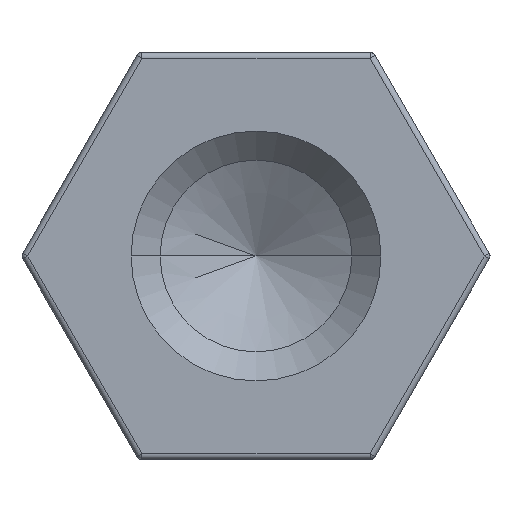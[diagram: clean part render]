
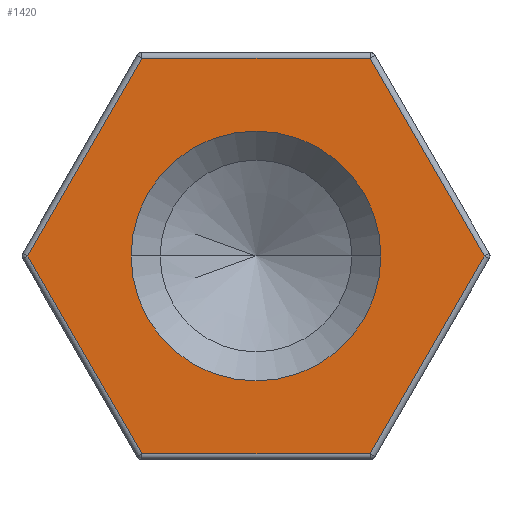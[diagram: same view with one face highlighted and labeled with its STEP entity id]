
A CAD part, left-side view. The second image highlights one B-rep face of the part: STEP entity #1420.
In plain terms, the highlighted planar face has unit normal (-1, 0, 0).
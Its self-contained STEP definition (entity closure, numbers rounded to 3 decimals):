
#34 = DIRECTION ( 'NONE',  ( 0., 1., 0. ) ) ;
#38 = DIRECTION ( 'NONE',  ( 1., 0., 0. ) ) ;
#43 = CARTESIAN_POINT ( 'NONE',  ( 0., 0., 0. ) ) ;
#46 = FACE_OUTER_BOUND ( 'NONE', #1034, .T. ) ;
#58 = AXIS2_PLACEMENT_3D ( 'NONE', #43, #38, #34 ) ;
#75 = DIRECTION ( 'NONE',  ( 0., 0.5, 0.866 ) ) ;
#103 = CARTESIAN_POINT ( 'NONE',  ( 0., -2.944, 1.7 ) ) ;
#107 = DIRECTION ( 'NONE',  ( 0., 1., 0. ) ) ;
#129 = CARTESIAN_POINT ( 'NONE',  ( 0., 0., 3.4 ) ) ;
#133 = DIRECTION ( 'NONE',  ( 0., 0.5, -0.866 ) ) ;
#143 = CARTESIAN_POINT ( 'NONE',  ( 0., 2.944, 1.7 ) ) ;
#169 = DIRECTION ( 'NONE',  ( 0., 1., 0. ) ) ;
#173 = DIRECTION ( 'NONE',  ( 1., 0., 0. ) ) ;
#185 = CARTESIAN_POINT ( 'NONE',  ( 0., 0., 0. ) ) ;
#200 = AXIS2_PLACEMENT_3D ( 'NONE', #185, #173, #169 ) ;
#239 = CARTESIAN_POINT ( 'NONE',  ( 0., 0., -3.4 ) ) ;
#252 = EDGE_CURVE ( 'NONE', #1155, #1086, #1157, .T. ) ;
#256 = DIRECTION ( 'NONE',  ( 0., -0.5, -0.866 ) ) ;
#260 = CARTESIAN_POINT ( 'NONE',  ( 0., 2.944, -1.7 ) ) ;
#264 = DIRECTION ( 'NONE',  ( 0., -1., 0. ) ) ;
#277 = CARTESIAN_POINT ( 'NONE',  ( 0., -2.944, -1.7 ) ) ;
#356 = VECTOR ( 'NONE', #75, 1000. ) ;
#357 = CARTESIAN_POINT ( 'NONE',  ( 0., 1.963, 3.4 ) ) ;
#358 = CIRCLE ( 'NONE', #58, 2.15 ) ;
#361 = VECTOR ( 'NONE', #107, 1000. ) ;
#367 = LINE ( 'NONE', #103, #356 ) ;
#372 = VECTOR ( 'NONE', #133, 1000. ) ;
#374 = LINE ( 'NONE', #129, #361 ) ;
#376 = VECTOR ( 'NONE', #256, 1000. ) ;
#378 = LINE ( 'NONE', #143, #372 ) ;
#380 = LINE ( 'NONE', #260, #376 ) ;
#382 = VECTOR ( 'NONE', #264, 1000. ) ;
#387 = VECTOR ( 'NONE', #411, 1000. ) ;
#389 = LINE ( 'NONE', #239, #382 ) ;
#395 = LINE ( 'NONE', #277, #387 ) ;
#411 = DIRECTION ( 'NONE',  ( 0., -0.5, 0.866 ) ) ;
#437 = EDGE_CURVE ( 'NONE', #1121, #637, #395, .T. ) ;
#445 = EDGE_CURVE ( 'NONE', #655, #1121, #389, .T. ) ;
#450 = EDGE_CURVE ( 'NONE', #675, #655, #380, .T. ) ;
#458 = EDGE_CURVE ( 'NONE', #1012, #675, #378, .T. ) ;
#472 = EDGE_CURVE ( 'NONE', #735, #1012, #374, .T. ) ;
#476 = EDGE_CURVE ( 'NONE', #637, #735, #367, .T. ) ;
#479 = EDGE_CURVE ( 'NONE', #1086, #1155, #358, .T. ) ;
#575 = ORIENTED_EDGE ( 'NONE', *, *, #437, .T. ) ;
#626 = ORIENTED_EDGE ( 'NONE', *, *, #252, .T. ) ;
#630 = ORIENTED_EDGE ( 'NONE', *, *, #479, .T. ) ;
#637 = VERTEX_POINT ( 'NONE', #1367 ) ;
#640 = ORIENTED_EDGE ( 'NONE', *, *, #445, .T. ) ;
#641 = ORIENTED_EDGE ( 'NONE', *, *, #458, .T. ) ;
#643 = ORIENTED_EDGE ( 'NONE', *, *, #476, .T. ) ;
#655 = VERTEX_POINT ( 'NONE', #1221 ) ;
#675 = VERTEX_POINT ( 'NONE', #1056 ) ;
#684 = ORIENTED_EDGE ( 'NONE', *, *, #450, .T. ) ;
#735 = VERTEX_POINT ( 'NONE', #742 ) ;
#742 = CARTESIAN_POINT ( 'NONE',  ( 0., -1.963, 3.4 ) ) ;
#886 = ORIENTED_EDGE ( 'NONE', *, *, #472, .T. ) ;
#1012 = VERTEX_POINT ( 'NONE', #357 ) ;
#1026 = EDGE_LOOP ( 'NONE', ( #630, #626 ) ) ;
#1034 = EDGE_LOOP ( 'NONE', ( #643, #886, #641, #684, #640, #575 ) ) ;
#1043 = CARTESIAN_POINT ( 'NONE',  ( 0., 2.15, 0. ) ) ;
#1056 = CARTESIAN_POINT ( 'NONE',  ( 0., 3.926, 0. ) ) ;
#1070 = DIRECTION ( 'NONE',  ( 1., 0., 0. ) ) ;
#1086 = VERTEX_POINT ( 'NONE', #1043 ) ;
#1121 = VERTEX_POINT ( 'NONE', #1345 ) ;
#1155 = VERTEX_POINT ( 'NONE', #1391 ) ;
#1157 = CIRCLE ( 'NONE', #200, 2.15 ) ;
#1169 = PLANE ( 'NONE',  #1279 ) ;
#1221 = CARTESIAN_POINT ( 'NONE',  ( 0., 1.963, -3.4 ) ) ;
#1222 = DIRECTION ( 'NONE',  ( 0., 1., 0. ) ) ;
#1279 = AXIS2_PLACEMENT_3D ( 'NONE', #1412, #1070, #1222 ) ;
#1345 = CARTESIAN_POINT ( 'NONE',  ( 0., -1.963, -3.4 ) ) ;
#1367 = CARTESIAN_POINT ( 'NONE',  ( 0., -3.926, 0. ) ) ;
#1378 = FACE_BOUND ( 'NONE', #1026, .T. ) ;
#1391 = CARTESIAN_POINT ( 'NONE',  ( 0., -2.15, 0. ) ) ;
#1412 = CARTESIAN_POINT ( 'NONE',  ( 0., 0., 0. ) ) ;
#1420 = ADVANCED_FACE ( 'NONE', ( #46, #1378 ), #1169, .F. ) ;
